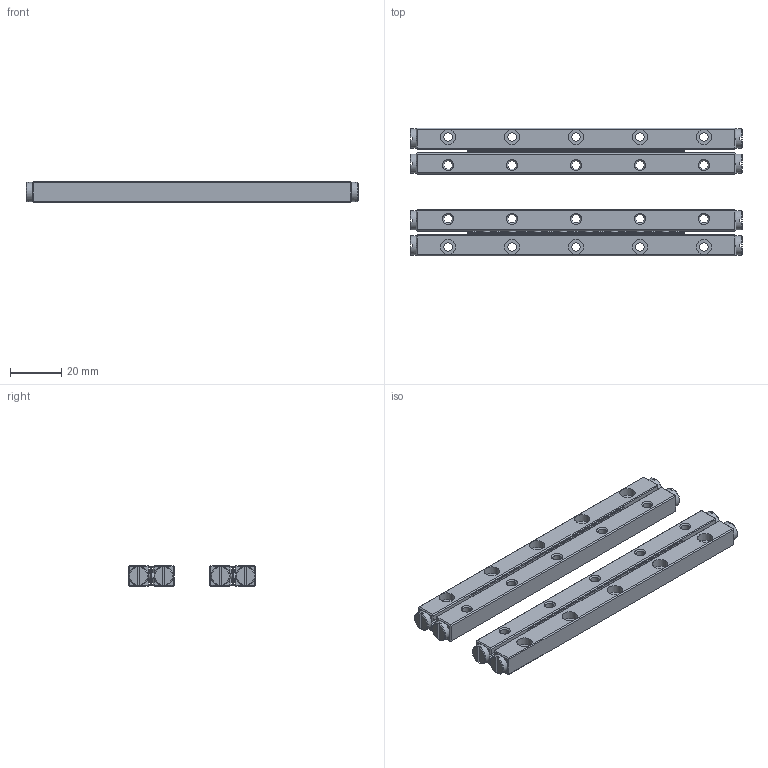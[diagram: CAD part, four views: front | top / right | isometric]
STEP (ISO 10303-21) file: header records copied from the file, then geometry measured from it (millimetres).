
FILE_DESCRIPTION(/* description */ (''),/* implementation_level */ '2;1');
FILE_NAME(/* name */ 'Set RSD-3125x17AA.stp',/* time_stamp */ '2018-12-06T17:30:40+01:00',/* author */ (''),/* organization */ (''),/* preprocessor_version */ 'ST-DEVELOPER v16.7',/* originating_system */ 'SIEMENS PLM Software NX 12.0',/* authorisation */ '');
FILE_SCHEMA (('AUTOMOTIVE_DESIGN { 1 0 10303 214 3 1 1 1 }'));
Length unit declared in the file: millimetre
Products named in the file (6): 019787_A_6-Roller Ø3x2.8; 022307_A_5-Body Cage R3x17AA; 003458_D_1-RSD-3125; 011450_A_2-Endscrew GA 3; 024135_A_5-Roller Cage R3x17AA Assy; 041764_A_1-Set RSD-3125x17AA
Assembly tree (32 placements, depth 3):
  041764_A_1-Set RSD-3125x17AA
    024135_A_5-Roller Cage R3x17AA Assy  x2
      022307_A_5-Body Cage R3x17AA
      019787_A_6-Roller Ø3x2.8
    011450_A_2-Endscrew GA 3  x8
    003458_D_1-RSD-3125  x4
Bounding box: 129.8 x 50 x 8 mm (x, y, z)
Volume: 30599.9 mm3; surface area: 24717.4 mm2
Topology: 48 solids, 48 shells, 1522 faces, 3872 edges, 2474 vertices
Faces by surface type: plane 804, cylinder 582, cone 136
Full cylindrical faces by diameter (mm): 2.6 x8, 3 x42, 3.2 x8, 3.3 x20, 6 x20, 7.5 x8
Entity records: 18550 total; most frequent: DIRECTION 3304, CARTESIAN_POINT 3170, ORIENTED_EDGE 3078, EDGE_CURVE 1539, AXIS2_PLACEMENT_3D 1147, LINE 1010, VECTOR 1010, VERTEX_POINT 997
